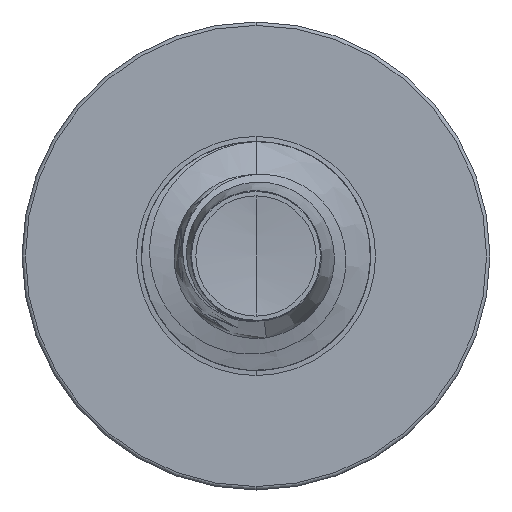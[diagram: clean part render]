
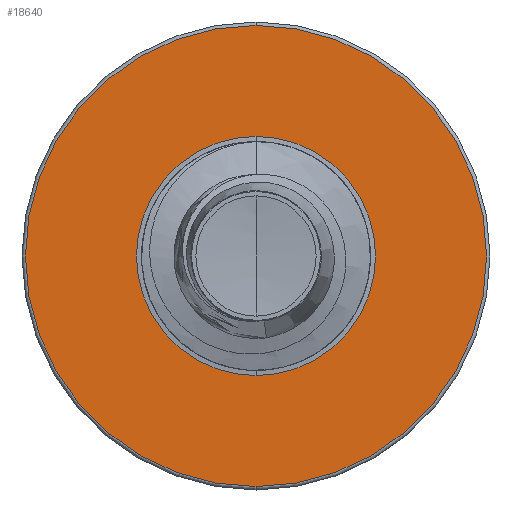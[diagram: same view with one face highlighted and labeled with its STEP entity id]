
A CAD part, front view. The second image highlights one B-rep face of the part: STEP entity #18640.
In plain terms, the highlighted planar face has unit normal (0, -1, 0).
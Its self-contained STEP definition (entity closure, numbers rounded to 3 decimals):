
#318 = CARTESIAN_POINT ( 'NONE',  ( 0., 12.5, 0. ) ) ;
#547 = FACE_OUTER_BOUND ( 'NONE', #19278, .T. ) ;
#1475 = DIRECTION ( 'NONE',  ( 0., 1., 0. ) ) ;
#2094 = ORIENTED_EDGE ( 'NONE', *, *, #7657, .F. ) ;
#2252 = DIRECTION ( 'NONE',  ( 0., 0., 1. ) ) ;
#2374 = CARTESIAN_POINT ( 'NONE',  ( 0., 12.5, -1.15 ) ) ;
#2976 = CIRCLE ( 'NONE', #3170, 1.15 ) ;
#3170 = AXIS2_PLACEMENT_3D ( 'NONE', #318, #13702, #2252 ) ;
#3432 = CARTESIAN_POINT ( 'NONE',  ( 0., 12.5, 0. ) ) ;
#4458 = CIRCLE ( 'NONE', #18202, 2.217 ) ;
#5279 = AXIS2_PLACEMENT_3D ( 'NONE', #12952, #1475, #14808 ) ;
#5378 = DIRECTION ( 'NONE',  ( 0., 0., 1. ) ) ;
#7657 = EDGE_CURVE ( 'NONE', #17859, #23971, #16636, .T. ) ;
#10031 = VERTEX_POINT ( 'NONE', #18571 ) ;
#10599 = EDGE_CURVE ( 'NONE', #18107, #10031, #2976, .T. ) ;
#10732 = CARTESIAN_POINT ( 'NONE',  ( 0., 12.5, 2.217 ) ) ;
#10810 = DIRECTION ( 'NONE',  ( 0., 0., 1. ) ) ;
#10830 = CIRCLE ( 'NONE', #5279, 1.15 ) ;
#10965 = DIRECTION ( 'NONE',  ( 0., 1., 0. ) ) ;
#11494 = EDGE_LOOP ( 'NONE', ( #11591, #23662 ) ) ;
#11591 = ORIENTED_EDGE ( 'NONE', *, *, #11987, .T. ) ;
#11987 = EDGE_CURVE ( 'NONE', #10031, #18107, #10830, .T. ) ;
#12952 = CARTESIAN_POINT ( 'NONE',  ( 0., 12.5, 0. ) ) ;
#13702 = DIRECTION ( 'NONE',  ( 0., 1., 0. ) ) ;
#14808 = DIRECTION ( 'NONE',  ( 0., 0., 1. ) ) ;
#15142 = FACE_BOUND ( 'NONE', #11494, .T. ) ;
#16636 = CIRCLE ( 'NONE', #22831, 2.217 ) ;
#16704 = DIRECTION ( 'NONE',  ( 0., 1., 0. ) ) ;
#16996 = AXIS2_PLACEMENT_3D ( 'NONE', #18138, #21745, #10810 ) ;
#17859 = VERTEX_POINT ( 'NONE', #22761 ) ;
#18060 = PLANE ( 'NONE',  #16996 ) ;
#18107 = VERTEX_POINT ( 'NONE', #2374 ) ;
#18138 = CARTESIAN_POINT ( 'NONE',  ( 0., 12.5, -1.15 ) ) ;
#18202 = AXIS2_PLACEMENT_3D ( 'NONE', #3432, #16704, #5378 ) ;
#18571 = CARTESIAN_POINT ( 'NONE',  ( 0., 12.5, 1.15 ) ) ;
#18640 = ADVANCED_FACE ( 'NONE', ( #547, #15142 ), #18060, .F. ) ;
#19278 = EDGE_LOOP ( 'NONE', ( #21969, #2094 ) ) ;
#19371 = EDGE_CURVE ( 'NONE', #23971, #17859, #4458, .T. ) ;
#21745 = DIRECTION ( 'NONE',  ( 0., 1., 0. ) ) ;
#21890 = CARTESIAN_POINT ( 'NONE',  ( 0., 12.5, 0. ) ) ;
#21969 = ORIENTED_EDGE ( 'NONE', *, *, #19371, .F. ) ;
#22761 = CARTESIAN_POINT ( 'NONE',  ( 0., 12.5, -2.217 ) ) ;
#22831 = AXIS2_PLACEMENT_3D ( 'NONE', #21890, #10965, #23671 ) ;
#23662 = ORIENTED_EDGE ( 'NONE', *, *, #10599, .T. ) ;
#23671 = DIRECTION ( 'NONE',  ( 0., 0., 1. ) ) ;
#23971 = VERTEX_POINT ( 'NONE', #10732 ) ;
